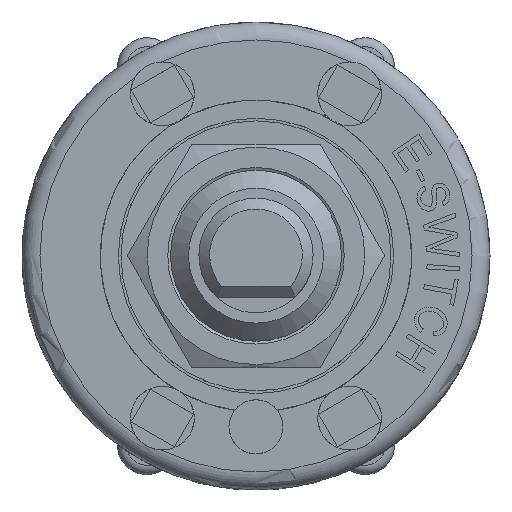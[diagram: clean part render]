
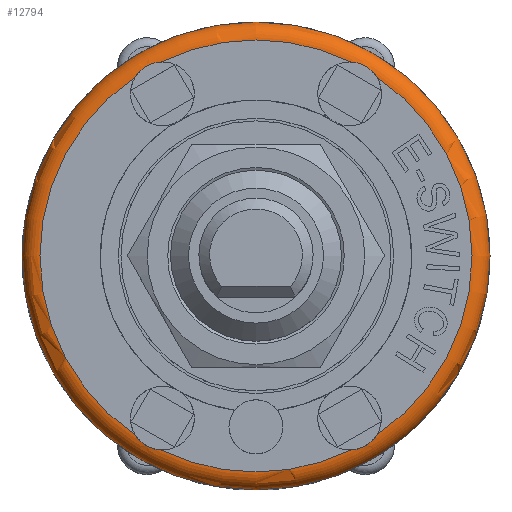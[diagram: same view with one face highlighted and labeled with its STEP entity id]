
A CAD part, top view. The second image highlights one B-rep face of the part: STEP entity #12794.
In plain terms, the highlighted toroidal (fillet/blend) face has major radius 12 mm and minor radius 1 mm.
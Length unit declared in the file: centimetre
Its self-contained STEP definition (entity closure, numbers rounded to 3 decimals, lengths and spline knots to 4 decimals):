
#26=TOROIDAL_SURFACE('',#13434,1.2,0.1);
#1111=B_SPLINE_CURVE_WITH_KNOTS('',3,(#22150,#22151,#22152,#22153,#22154,
#22155,#22156,#22157,#22158,#22159,#22160,#22161),.UNSPECIFIED.,.F.,.F.,
(4,2,2,2,2,4),(-0.2692,-0.2446,-0.216,
-0.1921,-0.1645,-0.1357),.UNSPECIFIED.);
#1112=B_SPLINE_CURVE_WITH_KNOTS('',3,(#22173,#22174,#22175,#22176,#22177,
#22178,#22179,#22180,#22181,#22182,#22183,#22184),.UNSPECIFIED.,.F.,.F.,
(4,2,2,2,2,4),(-0.2692,-0.2446,-0.216,
-0.1921,-0.1645,-0.1357),.UNSPECIFIED.);
#1113=B_SPLINE_CURVE_WITH_KNOTS('',3,(#22201,#22202,#22203,#22204,#22205,
#22206,#22207,#22208,#22209,#22210,#22211,#22212),.UNSPECIFIED.,.F.,.F.,
(4,2,2,2,2,4),(-0.2692,-0.2446,-0.216,
-0.1921,-0.1645,-0.1357),.UNSPECIFIED.);
#1114=B_SPLINE_CURVE_WITH_KNOTS('',3,(#22234,#22235,#22236,#22237,#22238,
#22239,#22240,#22241,#22242,#22243,#22244,#22245),.UNSPECIFIED.,.F.,.F.,
(4,2,2,2,2,4),(-0.2692,-0.2446,-0.216,
-0.1921,-0.1645,-0.1357),.UNSPECIFIED.);
#1761=FACE_OUTER_BOUND('',#2522,.T.);
#2522=EDGE_LOOP('',(#11848,#11849,#11850,#11851,#11852,#11853,#11854,#11855,
#11856,#11857,#11858,#11859));
#5336=CIRCLE('',#13387,1.3);
#5363=CIRCLE('',#13435,0.1);
#5364=CIRCLE('',#13436,1.2);
#5365=CIRCLE('',#13437,1.2);
#5366=CIRCLE('',#13438,1.2);
#5367=CIRCLE('',#13439,1.2);
#5368=CIRCLE('',#13440,1.2);
#6538=VERTEX_POINT('',#22112);
#6546=VERTEX_POINT('',#22148);
#6547=VERTEX_POINT('',#22149);
#6550=VERTEX_POINT('',#22171);
#6551=VERTEX_POINT('',#22172);
#6556=VERTEX_POINT('',#22199);
#6557=VERTEX_POINT('',#22200);
#6564=VERTEX_POINT('',#22232);
#6565=VERTEX_POINT('',#22233);
#6568=VERTEX_POINT('',#22255);
#8337=EDGE_CURVE('',#6538,#6538,#5336,.T.);
#8355=EDGE_CURVE('',#6546,#6547,#1111,.T.);
#8361=EDGE_CURVE('',#6550,#6551,#1112,.T.);
#8369=EDGE_CURVE('',#6556,#6557,#1113,.T.);
#8379=EDGE_CURVE('',#6564,#6565,#1114,.T.);
#8385=EDGE_CURVE('',#6538,#6568,#5363,.T.);
#8386=EDGE_CURVE('',#6568,#6556,#5364,.T.);
#8387=EDGE_CURVE('',#6557,#6550,#5365,.T.);
#8388=EDGE_CURVE('',#6551,#6546,#5366,.T.);
#8389=EDGE_CURVE('',#6547,#6564,#5367,.T.);
#8390=EDGE_CURVE('',#6565,#6568,#5368,.T.);
#11848=ORIENTED_EDGE('',*,*,#8337,.T.);
#11849=ORIENTED_EDGE('',*,*,#8385,.T.);
#11850=ORIENTED_EDGE('',*,*,#8386,.T.);
#11851=ORIENTED_EDGE('',*,*,#8369,.T.);
#11852=ORIENTED_EDGE('',*,*,#8387,.T.);
#11853=ORIENTED_EDGE('',*,*,#8361,.T.);
#11854=ORIENTED_EDGE('',*,*,#8388,.T.);
#11855=ORIENTED_EDGE('',*,*,#8355,.T.);
#11856=ORIENTED_EDGE('',*,*,#8389,.T.);
#11857=ORIENTED_EDGE('',*,*,#8379,.T.);
#11858=ORIENTED_EDGE('',*,*,#8390,.T.);
#11859=ORIENTED_EDGE('',*,*,#8385,.F.);
#12794=ADVANCED_FACE('',(#1761),#26,.T.);
#13387=AXIS2_PLACEMENT_3D('',#22113,#15883,#15884);
#13434=AXIS2_PLACEMENT_3D('',#22254,#15994,#15995);
#13435=AXIS2_PLACEMENT_3D('',#22256,#15996,#15997);
#13436=AXIS2_PLACEMENT_3D('',#22257,#15998,#15999);
#13437=AXIS2_PLACEMENT_3D('',#22258,#16000,#16001);
#13438=AXIS2_PLACEMENT_3D('',#22259,#16002,#16003);
#13439=AXIS2_PLACEMENT_3D('',#22260,#16004,#16005);
#13440=AXIS2_PLACEMENT_3D('',#22261,#16006,#16007);
#15883=DIRECTION('center_axis',(0.,0.,1.));
#15884=DIRECTION('ref_axis',(-1.,0.,0.));
#15994=DIRECTION('center_axis',(0.,0.,-1.));
#15995=DIRECTION('ref_axis',(-1.,0.,0.));
#15996=DIRECTION('center_axis',(0.,-1.,0.));
#15997=DIRECTION('ref_axis',(1.,0.,0.));
#15998=DIRECTION('center_axis',(0.,0.,-1.));
#15999=DIRECTION('ref_axis',(-1.,0.,0.));
#16000=DIRECTION('center_axis',(0.,0.,-1.));
#16001=DIRECTION('ref_axis',(-1.,0.,0.));
#16002=DIRECTION('center_axis',(0.,0.,-1.));
#16003=DIRECTION('ref_axis',(-1.,0.,0.));
#16004=DIRECTION('center_axis',(0.,0.,-1.));
#16005=DIRECTION('ref_axis',(-1.,0.,0.));
#16006=DIRECTION('center_axis',(0.,0.,-1.));
#16007=DIRECTION('ref_axis',(-1.,0.,0.));
#22112=CARTESIAN_POINT('',(1.3,0.,0.95));
#22113=CARTESIAN_POINT('Origin',(0.,0.,0.95));
#22148=CARTESIAN_POINT('',(-0.67,0.9955,1.05));
#22149=CARTESIAN_POINT('',(-0.5271,1.078,1.05));
#22150=CARTESIAN_POINT('Ctrl Pts',(-0.67,0.9955,
1.05));
#22151=CARTESIAN_POINT('Ctrl Pts',(-0.6646,1.0041,
1.05));
#22152=CARTESIAN_POINT('Ctrl Pts',(-0.6583,1.0124,
1.0498));
#22153=CARTESIAN_POINT('Ctrl Pts',(-0.6428,1.0294,
1.0491));
#22154=CARTESIAN_POINT('Ctrl Pts',(-0.6335,1.0377,
1.0488));
#22155=CARTESIAN_POINT('Ctrl Pts',(-0.615,1.051,1.0484));
#22156=CARTESIAN_POINT('Ctrl Pts',(-0.6061,1.0563,
1.0484));
#22157=CARTESIAN_POINT('Ctrl Pts',(-0.5859,1.0659,1.0487));
#22158=CARTESIAN_POINT('Ctrl Pts',(-0.5747,1.07,1.049));
#22159=CARTESIAN_POINT('Ctrl Pts',(-0.551,1.0759,1.0497));
#22160=CARTESIAN_POINT('Ctrl Pts',(-0.539,1.0775,
1.05));
#22161=CARTESIAN_POINT('Ctrl Pts',(-0.5271,1.078,
1.05));
#22171=CARTESIAN_POINT('',(-0.5271,-1.078,1.05));
#22172=CARTESIAN_POINT('',(-0.67,-0.9955,1.05));
#22173=CARTESIAN_POINT('Ctrl Pts',(-0.5271,-1.078,
1.05));
#22174=CARTESIAN_POINT('Ctrl Pts',(-0.5373,-1.0776,
1.05));
#22175=CARTESIAN_POINT('Ctrl Pts',(-0.5476,-1.0763,
1.0498));
#22176=CARTESIAN_POINT('Ctrl Pts',(-0.5701,-1.0714,1.0491));
#22177=CARTESIAN_POINT('Ctrl Pts',(-0.5819,-1.0675,
1.0488));
#22178=CARTESIAN_POINT('Ctrl Pts',(-0.6027,-1.0581,
1.0484));
#22179=CARTESIAN_POINT('Ctrl Pts',(-0.6117,-1.053,
1.0484));
#22180=CARTESIAN_POINT('Ctrl Pts',(-0.6301,-1.0404,
1.0487));
#22181=CARTESIAN_POINT('Ctrl Pts',(-0.6393,-1.0327,
1.049));
#22182=CARTESIAN_POINT('Ctrl Pts',(-0.6562,-1.0151,
1.0497));
#22183=CARTESIAN_POINT('Ctrl Pts',(-0.6637,-1.0055,
1.05));
#22184=CARTESIAN_POINT('Ctrl Pts',(-0.67,-0.9955,
1.05));
#22199=CARTESIAN_POINT('',(0.67,-0.9955,1.05));
#22200=CARTESIAN_POINT('',(0.5271,-1.078,1.05));
#22201=CARTESIAN_POINT('Ctrl Pts',(0.67,-0.9955,
1.05));
#22202=CARTESIAN_POINT('Ctrl Pts',(0.6646,-1.0041,
1.05));
#22203=CARTESIAN_POINT('Ctrl Pts',(0.6583,-1.0124,
1.0498));
#22204=CARTESIAN_POINT('Ctrl Pts',(0.6428,-1.0294,
1.0491));
#22205=CARTESIAN_POINT('Ctrl Pts',(0.6335,-1.0377,
1.0488));
#22206=CARTESIAN_POINT('Ctrl Pts',(0.615,-1.051,
1.0484));
#22207=CARTESIAN_POINT('Ctrl Pts',(0.6061,-1.0563,
1.0484));
#22208=CARTESIAN_POINT('Ctrl Pts',(0.5859,-1.0659,1.0487));
#22209=CARTESIAN_POINT('Ctrl Pts',(0.5747,-1.07,1.049));
#22210=CARTESIAN_POINT('Ctrl Pts',(0.551,-1.0759,
1.0497));
#22211=CARTESIAN_POINT('Ctrl Pts',(0.539,-1.0775,
1.05));
#22212=CARTESIAN_POINT('Ctrl Pts',(0.5271,-1.078,
1.05));
#22232=CARTESIAN_POINT('',(0.5271,1.078,1.05));
#22233=CARTESIAN_POINT('',(0.67,0.9955,1.05));
#22234=CARTESIAN_POINT('Ctrl Pts',(0.5271,1.078,1.05));
#22235=CARTESIAN_POINT('Ctrl Pts',(0.5373,1.0776,1.05));
#22236=CARTESIAN_POINT('Ctrl Pts',(0.5476,1.0763,1.0498));
#22237=CARTESIAN_POINT('Ctrl Pts',(0.5701,1.0714,1.0491));
#22238=CARTESIAN_POINT('Ctrl Pts',(0.5819,1.0675,1.0488));
#22239=CARTESIAN_POINT('Ctrl Pts',(0.6027,1.0581,1.0484));
#22240=CARTESIAN_POINT('Ctrl Pts',(0.6117,1.053,1.0484));
#22241=CARTESIAN_POINT('Ctrl Pts',(0.6301,1.0404,1.0487));
#22242=CARTESIAN_POINT('Ctrl Pts',(0.6393,1.0327,1.049));
#22243=CARTESIAN_POINT('Ctrl Pts',(0.6562,1.0151,1.0497));
#22244=CARTESIAN_POINT('Ctrl Pts',(0.6637,1.0055,1.05));
#22245=CARTESIAN_POINT('Ctrl Pts',(0.67,0.9955,
1.05));
#22254=CARTESIAN_POINT('Origin',(0.,0.,0.95));
#22255=CARTESIAN_POINT('',(1.2,0.,1.05));
#22256=CARTESIAN_POINT('Origin',(1.2,0.,0.95));
#22257=CARTESIAN_POINT('Origin',(0.,0.,1.05));
#22258=CARTESIAN_POINT('Origin',(0.,0.,1.05));
#22259=CARTESIAN_POINT('Origin',(0.,0.,1.05));
#22260=CARTESIAN_POINT('Origin',(0.,0.,1.05));
#22261=CARTESIAN_POINT('Origin',(0.,0.,1.05));
